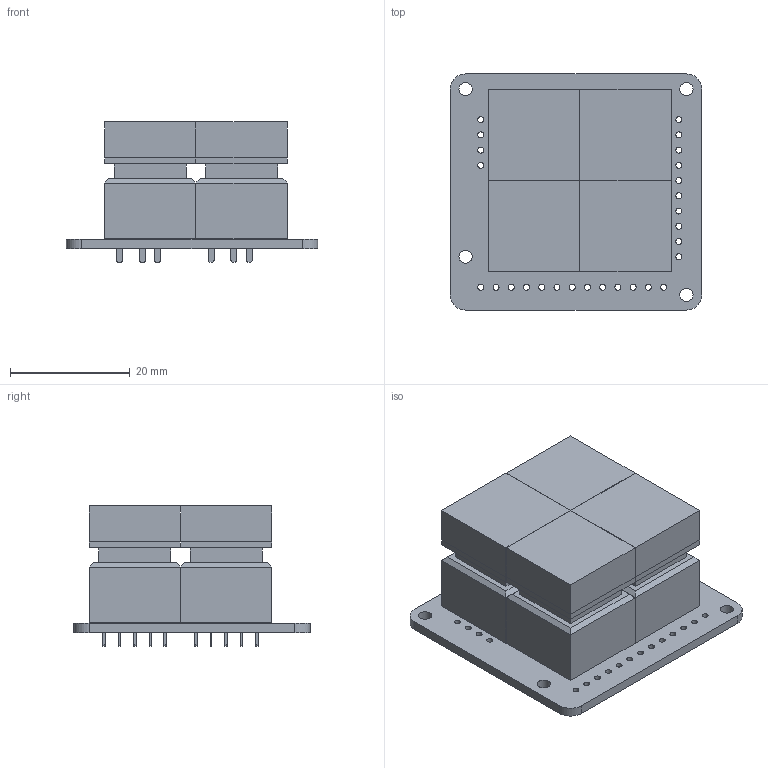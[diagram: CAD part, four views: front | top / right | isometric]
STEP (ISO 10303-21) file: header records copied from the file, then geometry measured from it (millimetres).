
FILE_DESCRIPTION(('KiCad electronic assembly'),'2;1');
FILE_NAME('Honyone RGB Shield.step','2024-06-30T23:25:59',('Pcbnew'),( 'Kicad'),'Open CASCADE STEP processor 7.7','KiCad to STEP converter' ,'Unknown');
FILE_SCHEMA(('AUTOMOTIVE_DESIGN { 1 0 10303 214 1 1 1 1 }'));
Length unit declared in the file: millimetre
Products named in the file (4): Honyone RGB Shield 1; User Library-SHANPU_SPCGMS9YCS005B; 11ABBC06-2790-4AA7-BFDE-7ACAB21791F7; _autosave-Honyone RGB Shield_PCB
Assembly tree (6 placements, depth 3):
  Honyone RGB Shield 1
    User Library-SHANPU_SPCGMS9YCS005B  x4
      11ABBC06-2790-4AA7-BFDE-7ACAB21791F7
    _autosave-Honyone RGB Shield_PCB
Bounding box: 41.91 x 39.37 x 23.4 mm (x, y, z)
Volume: 22131.6 mm3; surface area: 15256.6 mm2
Topology: 13 solids, 13 shells, 1517 faces, 3905 edges, 2550 vertices
Faces by surface type: plane 1054, bspline 344, cylinder 119
Full cylindrical faces by diameter (mm): 1 x43, 1.2 x12, 2.2 x4
Entity records: 20697 total; most frequent: CARTESIAN_POINT 7701, ORIENTED_EDGE 2254, DIRECTION 1813, EDGE_CURVE 1127, LINE 801, VECTOR 801, VERTEX_POINT 738, FACE_BOUND 583
